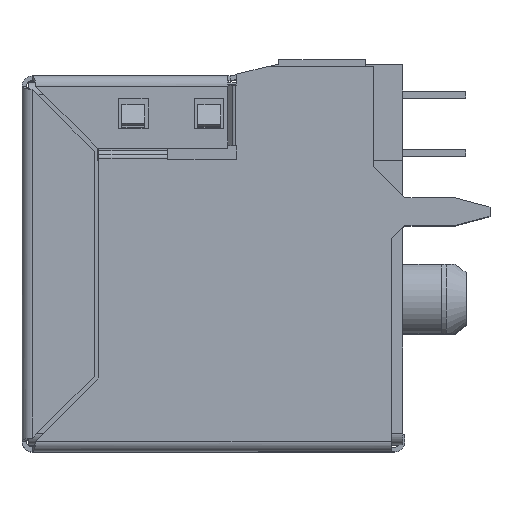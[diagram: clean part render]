
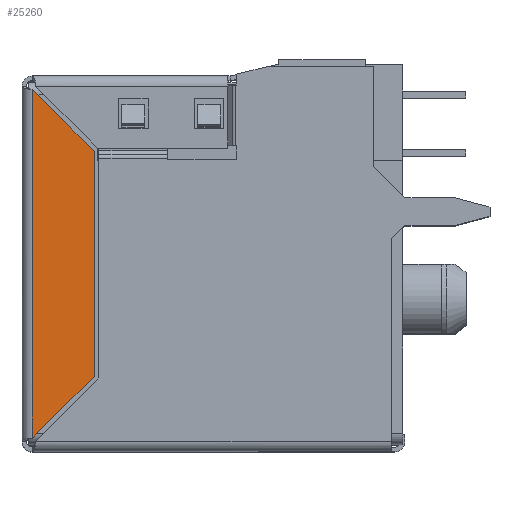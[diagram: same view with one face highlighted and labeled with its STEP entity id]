
A CAD part, top view. The second image highlights one B-rep face of the part: STEP entity #25260.
In plain terms, the highlighted planar face has unit normal (0, 0, 1).
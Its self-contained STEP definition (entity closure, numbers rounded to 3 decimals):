
#24983 = VERTEX_POINT('',#24984);
#24984 = CARTESIAN_POINT('',(0.15,15.489,7.93));
#25020 = PLANE('',#25021);
#25021 = AXIS2_PLACEMENT_3D('',#25022,#25023,#25024);
#25022 = CARTESIAN_POINT('',(1.429,14.209,7.93));
#25023 = DIRECTION('',(0.707,0.707,
    0.));
#25024 = DIRECTION('',(-0.707,0.707,
    0.));
#25069 = CYLINDRICAL_SURFACE('',#25070,0.45);
#25070 = AXIS2_PLACEMENT_3D('',#25071,#25072,#25073);
#25071 = CARTESIAN_POINT('',(0.15,15.63,7.48));
#25072 = DIRECTION('',(0.,-1.,0.));
#25073 = DIRECTION('',(1.,0.,0.));
#25179 = EDGE_CURVE('',#24983,#25180,#25182,.T.);
#25180 = VERTEX_POINT('',#25181);
#25181 = CARTESIAN_POINT('',(2.85,12.789,7.93));
#25182 = SURFACE_CURVE('',#25183,(#25187,#25194),.PCURVE_S1.);
#25183 = LINE('',#25184,#25185);
#25184 = CARTESIAN_POINT('',(1.429,14.209,7.93));
#25185 = VECTOR('',#25186,1.);
#25186 = DIRECTION('',(0.707,-0.707,
    0.));
#25187 = PCURVE('',#25020,#25188);
#25188 = DEFINITIONAL_REPRESENTATION('',(#25189),#25193);
#25189 = LINE('',#25190,#25191);
#25190 = CARTESIAN_POINT('',(0.,0.));
#25191 = VECTOR('',#25192,1.);
#25192 = DIRECTION('',(-1.,0.));
#25193 = ( GEOMETRIC_REPRESENTATION_CONTEXT(2) 
PARAMETRIC_REPRESENTATION_CONTEXT() REPRESENTATION_CONTEXT('2D SPACE',''
  ) );
#25194 = PCURVE('',#25195,#25200);
#25195 = PLANE('',#25196);
#25196 = AXIS2_PLACEMENT_3D('',#25197,#25198,#25199);
#25197 = CARTESIAN_POINT('',(2.85,15.63,7.93));
#25198 = DIRECTION('',(0.,0.,1.));
#25199 = DIRECTION('',(0.,-1.,0.));
#25200 = DEFINITIONAL_REPRESENTATION('',(#25201),#25205);
#25201 = LINE('',#25202,#25203);
#25202 = CARTESIAN_POINT('',(1.421,-1.421));
#25203 = VECTOR('',#25204,1.);
#25204 = DIRECTION('',(0.707,0.707));
#25205 = ( GEOMETRIC_REPRESENTATION_CONTEXT(2) 
PARAMETRIC_REPRESENTATION_CONTEXT() REPRESENTATION_CONTEXT('2D SPACE',''
  ) );
#25223 = PLANE('',#25224);
#25224 = AXIS2_PLACEMENT_3D('',#25225,#25226,#25227);
#25225 = CARTESIAN_POINT('',(2.85,15.63,7.93));
#25226 = DIRECTION('',(-1.,0.,0.));
#25227 = DIRECTION('',(0.,-1.,0.));
#25260 = ADVANCED_FACE('',(#25261),#25195,.T.);
#25261 = FACE_BOUND('',#25262,.T.);
#25262 = EDGE_LOOP('',(#25263,#25286,#25287,#25332));
#25263 = ORIENTED_EDGE('',*,*,#25264,.T.);
#25264 = EDGE_CURVE('',#25265,#25180,#25267,.T.);
#25265 = VERTEX_POINT('',#25266);
#25266 = CARTESIAN_POINT('',(2.85,2.991,7.93));
#25267 = SURFACE_CURVE('',#25268,(#25272,#25279),.PCURVE_S1.);
#25268 = LINE('',#25269,#25270);
#25269 = CARTESIAN_POINT('',(2.85,15.63,7.93));
#25270 = VECTOR('',#25271,1.);
#25271 = DIRECTION('',(0.,1.,0.));
#25272 = PCURVE('',#25195,#25273);
#25273 = DEFINITIONAL_REPRESENTATION('',(#25274),#25278);
#25274 = LINE('',#25275,#25276);
#25275 = CARTESIAN_POINT('',(0.,0.));
#25276 = VECTOR('',#25277,1.);
#25277 = DIRECTION('',(-1.,0.));
#25278 = ( GEOMETRIC_REPRESENTATION_CONTEXT(2) 
PARAMETRIC_REPRESENTATION_CONTEXT() REPRESENTATION_CONTEXT('2D SPACE',''
  ) );
#25279 = PCURVE('',#25223,#25280);
#25280 = DEFINITIONAL_REPRESENTATION('',(#25281),#25285);
#25281 = LINE('',#25282,#25283);
#25282 = CARTESIAN_POINT('',(0.,0.));
#25283 = VECTOR('',#25284,1.);
#25284 = DIRECTION('',(-1.,0.));
#25285 = ( GEOMETRIC_REPRESENTATION_CONTEXT(2) 
PARAMETRIC_REPRESENTATION_CONTEXT() REPRESENTATION_CONTEXT('2D SPACE',''
  ) );
#25286 = ORIENTED_EDGE('',*,*,#25179,.F.);
#25287 = ORIENTED_EDGE('',*,*,#25288,.F.);
#25288 = EDGE_CURVE('',#25289,#24983,#25291,.T.);
#25289 = VERTEX_POINT('',#25290);
#25290 = CARTESIAN_POINT('',(0.15,0.291,7.93));
#25291 = SURFACE_CURVE('',#25292,(#25296,#25303),.PCURVE_S1.);
#25292 = LINE('',#25293,#25294);
#25293 = CARTESIAN_POINT('',(0.15,15.63,7.93));
#25294 = VECTOR('',#25295,1.);
#25295 = DIRECTION('',(0.,1.,0.));
#25296 = PCURVE('',#25195,#25297);
#25297 = DEFINITIONAL_REPRESENTATION('',(#25298),#25302);
#25298 = LINE('',#25299,#25300);
#25299 = CARTESIAN_POINT('',(0.,-2.7));
#25300 = VECTOR('',#25301,1.);
#25301 = DIRECTION('',(-1.,0.));
#25302 = ( GEOMETRIC_REPRESENTATION_CONTEXT(2) 
PARAMETRIC_REPRESENTATION_CONTEXT() REPRESENTATION_CONTEXT('2D SPACE',''
  ) );
#25303 = PCURVE('',#25069,#25304);
#25304 = DEFINITIONAL_REPRESENTATION('',(#25305),#25331);
#25305 = B_SPLINE_CURVE_WITH_KNOTS('',3,(#25306,#25307,#25308,#25309,
    #25310,#25311,#25312,#25313,#25314,#25315,#25316,#25317,#25318,
    #25319,#25320,#25321,#25322,#25323,#25324,#25325,#25326,#25327,
    #25328,#25329,#25330),.UNSPECIFIED.,.F.,.F.,(4,1,1,1,1,1,1,1,1,1,1,1
    ,1,1,1,1,1,1,1,1,1,1,4),(-15.339,-14.648,
    -13.957,-13.266,-12.575,-11.885,
    -11.194,-10.503,-9.812,-9.122,
    -8.431,-7.74,-7.049,-6.358,
    -5.668,-4.977,-4.286,-3.595,
    -2.905,-2.214,-1.523,-0.832,
    -0.141),.UNSPECIFIED.);
#25306 = CARTESIAN_POINT('',(1.571,15.339));
#25307 = CARTESIAN_POINT('',(1.571,15.108));
#25308 = CARTESIAN_POINT('',(1.571,14.648));
#25309 = CARTESIAN_POINT('',(1.571,13.957));
#25310 = CARTESIAN_POINT('',(1.571,13.266));
#25311 = CARTESIAN_POINT('',(1.571,12.575));
#25312 = CARTESIAN_POINT('',(1.571,11.885));
#25313 = CARTESIAN_POINT('',(1.571,11.194));
#25314 = CARTESIAN_POINT('',(1.571,10.503));
#25315 = CARTESIAN_POINT('',(1.571,9.812));
#25316 = CARTESIAN_POINT('',(1.571,9.122));
#25317 = CARTESIAN_POINT('',(1.571,8.431));
#25318 = CARTESIAN_POINT('',(1.571,7.74));
#25319 = CARTESIAN_POINT('',(1.571,7.049));
#25320 = CARTESIAN_POINT('',(1.571,6.358));
#25321 = CARTESIAN_POINT('',(1.571,5.668));
#25322 = CARTESIAN_POINT('',(1.571,4.977));
#25323 = CARTESIAN_POINT('',(1.571,4.286));
#25324 = CARTESIAN_POINT('',(1.571,3.595));
#25325 = CARTESIAN_POINT('',(1.571,2.905));
#25326 = CARTESIAN_POINT('',(1.571,2.214));
#25327 = CARTESIAN_POINT('',(1.571,1.523));
#25328 = CARTESIAN_POINT('',(1.571,0.832));
#25329 = CARTESIAN_POINT('',(1.571,0.372));
#25330 = CARTESIAN_POINT('',(1.571,0.141));
#25331 = ( GEOMETRIC_REPRESENTATION_CONTEXT(2) 
PARAMETRIC_REPRESENTATION_CONTEXT() REPRESENTATION_CONTEXT('2D SPACE',''
  ) );
#25332 = ORIENTED_EDGE('',*,*,#25333,.F.);
#25333 = EDGE_CURVE('',#25265,#25289,#25334,.T.);
#25334 = SURFACE_CURVE('',#25335,(#25339,#25346),.PCURVE_S1.);
#25335 = LINE('',#25336,#25337);
#25336 = CARTESIAN_POINT('',(9.169,9.311,7.93));
#25337 = VECTOR('',#25338,1.);
#25338 = DIRECTION('',(-0.707,-0.707,
    0.));
#25339 = PCURVE('',#25195,#25340);
#25340 = DEFINITIONAL_REPRESENTATION('',(#25341),#25345);
#25341 = LINE('',#25342,#25343);
#25342 = CARTESIAN_POINT('',(6.319,6.319));
#25343 = VECTOR('',#25344,1.);
#25344 = DIRECTION('',(0.707,-0.707));
#25345 = ( GEOMETRIC_REPRESENTATION_CONTEXT(2) 
PARAMETRIC_REPRESENTATION_CONTEXT() REPRESENTATION_CONTEXT('2D SPACE',''
  ) );
#25346 = PCURVE('',#25347,#25352);
#25347 = PLANE('',#25348);
#25348 = AXIS2_PLACEMENT_3D('',#25349,#25350,#25351);
#25349 = CARTESIAN_POINT('',(9.169,9.311,7.93));
#25350 = DIRECTION('',(0.707,-0.707,
    0.));
#25351 = DIRECTION('',(0.707,0.707,0.));
#25352 = DEFINITIONAL_REPRESENTATION('',(#25353),#25357);
#25353 = LINE('',#25354,#25355);
#25354 = CARTESIAN_POINT('',(0.,0.));
#25355 = VECTOR('',#25356,1.);
#25356 = DIRECTION('',(-1.,0.));
#25357 = ( GEOMETRIC_REPRESENTATION_CONTEXT(2) 
PARAMETRIC_REPRESENTATION_CONTEXT() REPRESENTATION_CONTEXT('2D SPACE',''
  ) );
